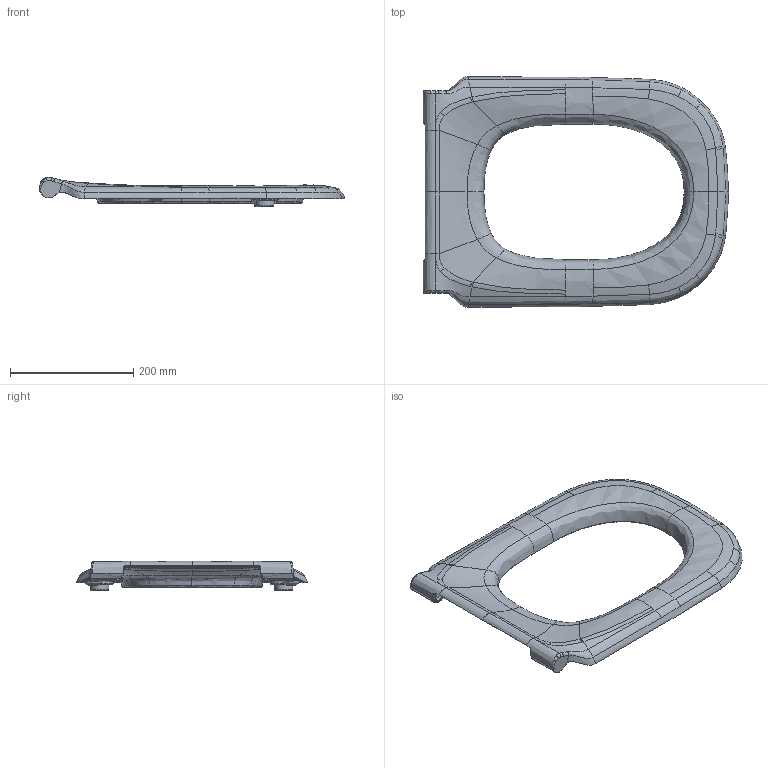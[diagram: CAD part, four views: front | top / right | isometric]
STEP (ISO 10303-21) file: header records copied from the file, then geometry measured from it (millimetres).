
FILE_DESCRIPTION((''),'2;1');
FILE_NAME('006091.stp','2013-10-25T11:55:18',('Administrator'),(''),'Autodesk Inventor 2011','Autodesk Inventor 2011','');
FILE_SCHEMA(('CONFIG_CONTROL_DESIGN'));
Length unit declared in the file: millimetre
Products named in the file (4): 006091; 006091 Sitz vital; Puffer; Puffer gross 006091
Assembly tree (5 placements, depth 2):
  006091
    006091 Sitz vital
    Puffer  x2
    Puffer gross 006091  x2
Bounding box: 495.66 x 374.18 x 48.04 mm (x, y, z)
Volume: 739234.2 mm3; surface area: 309109.5 mm2
Topology: 5 solids, 5 shells, 812 faces, 1991 edges, 1205 vertices
Faces by surface type: bspline 718, plane 68, cylinder 22, torus 4
Full cylindrical faces by diameter (mm): 30 x4, 44 x2
Entity records: 56919 total; most frequent: CARTESIAN_POINT 41936, ORIENTED_EDGE 3940, EDGE_CURVE 1970, VERTEX_POINT 1196, DIRECTION 1166, B_SPLINE_CURVE_WITH_KNOTS 1032, EDGE_LOOP 828, FACE_OUTER_BOUND 801
